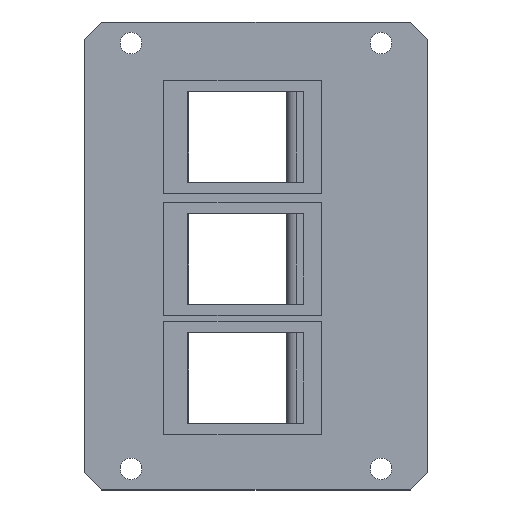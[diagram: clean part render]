
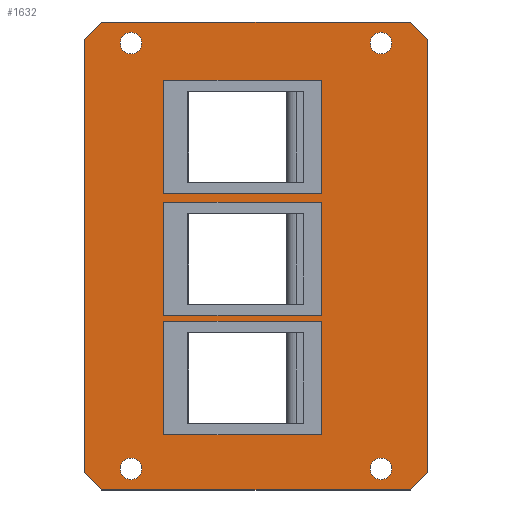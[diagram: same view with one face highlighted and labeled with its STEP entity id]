
A CAD part, top view. The second image highlights one B-rep face of the part: STEP entity #1632.
In plain terms, the highlighted planar face has unit normal (0, 0, 1).
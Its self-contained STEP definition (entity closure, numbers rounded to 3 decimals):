
#22=FACE_BOUND('',#219,.T.);
#23=FACE_BOUND('',#220,.T.);
#24=FACE_BOUND('',#221,.T.);
#25=FACE_BOUND('',#222,.T.);
#26=FACE_BOUND('',#223,.T.);
#27=FACE_BOUND('',#224,.T.);
#28=FACE_BOUND('',#225,.T.);
#43=CIRCLE('',#1723,1.8);
#45=CIRCLE('',#1726,1.8);
#47=CIRCLE('',#1729,1.8);
#49=CIRCLE('',#1732,1.8);
#135=FACE_OUTER_BOUND('',#218,.T.);
#218=EDGE_LOOP('',(#1433,#1434,#1435,#1436,#1437,#1438,#1439,#1440));
#219=EDGE_LOOP('',(#1441,#1442,#1443,#1444));
#220=EDGE_LOOP('',(#1445,#1446,#1447,#1448));
#221=EDGE_LOOP('',(#1449,#1450,#1451,#1452));
#222=EDGE_LOOP('',(#1453));
#223=EDGE_LOOP('',(#1454));
#224=EDGE_LOOP('',(#1455));
#225=EDGE_LOOP('',(#1456));
#234=LINE('',#2154,#445);
#240=LINE('',#2166,#451);
#288=LINE('',#2265,#499);
#291=LINE('',#2270,#502);
#295=LINE('',#2281,#506);
#301=LINE('',#2293,#512);
#349=LINE('',#2392,#560);
#352=LINE('',#2397,#563);
#356=LINE('',#2408,#567);
#362=LINE('',#2420,#573);
#410=LINE('',#2519,#621);
#413=LINE('',#2524,#624);
#421=LINE('',#2559,#632);
#425=LINE('',#2567,#636);
#428=LINE('',#2573,#639);
#431=LINE('',#2579,#642);
#434=LINE('',#2585,#645);
#437=LINE('',#2591,#648);
#440=LINE('',#2597,#651);
#443=LINE('',#2602,#654);
#445=VECTOR('',#1750,10.);
#451=VECTOR('',#1758,10.);
#499=VECTOR('',#1842,10.);
#502=VECTOR('',#1847,10.);
#506=VECTOR('',#1859,10.);
#512=VECTOR('',#1867,10.);
#560=VECTOR('',#1951,10.);
#563=VECTOR('',#1956,10.);
#567=VECTOR('',#1968,10.);
#573=VECTOR('',#1976,10.);
#621=VECTOR('',#2060,10.);
#624=VECTOR('',#2065,10.);
#632=VECTOR('',#2105,10.);
#636=VECTOR('',#2111,10.);
#639=VECTOR('',#2116,10.);
#642=VECTOR('',#2121,10.);
#645=VECTOR('',#2126,10.);
#648=VECTOR('',#2131,10.);
#651=VECTOR('',#2136,10.);
#654=VECTOR('',#2141,10.);
#656=VERTEX_POINT('',#2152);
#657=VERTEX_POINT('',#2153);
#662=VERTEX_POINT('',#2165);
#695=VERTEX_POINT('',#2264);
#698=VERTEX_POINT('',#2279);
#699=VERTEX_POINT('',#2280);
#704=VERTEX_POINT('',#2292);
#737=VERTEX_POINT('',#2391);
#740=VERTEX_POINT('',#2406);
#741=VERTEX_POINT('',#2407);
#746=VERTEX_POINT('',#2419);
#779=VERTEX_POINT('',#2518);
#783=VERTEX_POINT('',#2535);
#785=VERTEX_POINT('',#2541);
#787=VERTEX_POINT('',#2547);
#789=VERTEX_POINT('',#2553);
#790=VERTEX_POINT('',#2557);
#791=VERTEX_POINT('',#2558);
#794=VERTEX_POINT('',#2566);
#796=VERTEX_POINT('',#2572);
#798=VERTEX_POINT('',#2578);
#800=VERTEX_POINT('',#2584);
#802=VERTEX_POINT('',#2590);
#804=VERTEX_POINT('',#2596);
#806=EDGE_CURVE('',#656,#657,#234,.T.);
#812=EDGE_CURVE('',#662,#656,#240,.T.);
#862=EDGE_CURVE('',#695,#662,#288,.T.);
#865=EDGE_CURVE('',#657,#695,#291,.T.);
#869=EDGE_CURVE('',#698,#699,#295,.T.);
#875=EDGE_CURVE('',#704,#698,#301,.T.);
#925=EDGE_CURVE('',#737,#704,#349,.T.);
#928=EDGE_CURVE('',#699,#737,#352,.T.);
#932=EDGE_CURVE('',#740,#741,#356,.T.);
#938=EDGE_CURVE('',#746,#740,#362,.T.);
#988=EDGE_CURVE('',#779,#746,#410,.T.);
#991=EDGE_CURVE('',#741,#779,#413,.T.);
#997=EDGE_CURVE('',#783,#783,#43,.T.);
#1000=EDGE_CURVE('',#785,#785,#45,.T.);
#1003=EDGE_CURVE('',#787,#787,#47,.T.);
#1006=EDGE_CURVE('',#789,#789,#49,.T.);
#1007=EDGE_CURVE('',#790,#791,#421,.T.);
#1011=EDGE_CURVE('',#791,#794,#425,.T.);
#1014=EDGE_CURVE('',#796,#794,#428,.T.);
#1017=EDGE_CURVE('',#796,#798,#431,.T.);
#1020=EDGE_CURVE('',#798,#800,#434,.T.);
#1023=EDGE_CURVE('',#800,#802,#437,.T.);
#1026=EDGE_CURVE('',#804,#802,#440,.T.);
#1029=EDGE_CURVE('',#804,#790,#443,.T.);
#1433=ORIENTED_EDGE('',*,*,#1029,.T.);
#1434=ORIENTED_EDGE('',*,*,#1007,.T.);
#1435=ORIENTED_EDGE('',*,*,#1011,.T.);
#1436=ORIENTED_EDGE('',*,*,#1014,.F.);
#1437=ORIENTED_EDGE('',*,*,#1017,.T.);
#1438=ORIENTED_EDGE('',*,*,#1020,.T.);
#1439=ORIENTED_EDGE('',*,*,#1023,.T.);
#1440=ORIENTED_EDGE('',*,*,#1026,.F.);
#1441=ORIENTED_EDGE('',*,*,#932,.T.);
#1442=ORIENTED_EDGE('',*,*,#991,.T.);
#1443=ORIENTED_EDGE('',*,*,#988,.T.);
#1444=ORIENTED_EDGE('',*,*,#938,.T.);
#1445=ORIENTED_EDGE('',*,*,#869,.T.);
#1446=ORIENTED_EDGE('',*,*,#928,.T.);
#1447=ORIENTED_EDGE('',*,*,#925,.T.);
#1448=ORIENTED_EDGE('',*,*,#875,.T.);
#1449=ORIENTED_EDGE('',*,*,#806,.T.);
#1450=ORIENTED_EDGE('',*,*,#865,.T.);
#1451=ORIENTED_EDGE('',*,*,#862,.T.);
#1452=ORIENTED_EDGE('',*,*,#812,.T.);
#1453=ORIENTED_EDGE('',*,*,#1006,.T.);
#1454=ORIENTED_EDGE('',*,*,#1003,.T.);
#1455=ORIENTED_EDGE('',*,*,#1000,.T.);
#1456=ORIENTED_EDGE('',*,*,#997,.T.);
#1552=PLANE('',#1741);
#1632=ADVANCED_FACE('',(#135,#22,#23,#24,#25,#26,#27,#28),#1552,.T.);
#1723=AXIS2_PLACEMENT_3D('',#2537,#2080,#2081);
#1726=AXIS2_PLACEMENT_3D('',#2543,#2087,#2088);
#1729=AXIS2_PLACEMENT_3D('',#2549,#2094,#2095);
#1732=AXIS2_PLACEMENT_3D('',#2555,#2101,#2102);
#1741=AXIS2_PLACEMENT_3D('',#2604,#2143,#2144);
#1750=DIRECTION('',(-1.,0.,0.));
#1758=DIRECTION('',(0.,-1.,0.));
#1842=DIRECTION('',(1.,0.,0.));
#1847=DIRECTION('',(0.,1.,0.));
#1859=DIRECTION('',(-1.,0.,0.));
#1867=DIRECTION('',(0.,-1.,0.));
#1951=DIRECTION('',(1.,0.,0.));
#1956=DIRECTION('',(0.,1.,0.));
#1968=DIRECTION('',(-1.,0.,0.));
#1976=DIRECTION('',(0.,-1.,0.));
#2060=DIRECTION('',(1.,0.,0.));
#2065=DIRECTION('',(0.,1.,0.));
#2080=DIRECTION('center_axis',(0.,0.,-1.));
#2081=DIRECTION('ref_axis',(0.,-1.,0.));
#2087=DIRECTION('center_axis',(0.,0.,-1.));
#2088=DIRECTION('ref_axis',(0.,-1.,0.));
#2094=DIRECTION('center_axis',(0.,0.,-1.));
#2095=DIRECTION('ref_axis',(0.,-1.,0.));
#2101=DIRECTION('center_axis',(0.,0.,-1.));
#2102=DIRECTION('ref_axis',(0.,-1.,0.));
#2105=DIRECTION('',(-0.707,0.707,0.));
#2111=DIRECTION('',(-1.,0.,0.));
#2116=DIRECTION('',(0.707,0.707,0.));
#2121=DIRECTION('',(0.,-1.,0.));
#2126=DIRECTION('',(0.707,-0.707,0.));
#2131=DIRECTION('',(1.,0.,0.));
#2136=DIRECTION('',(-0.707,-0.707,0.));
#2141=DIRECTION('',(0.,1.,0.));
#2143=DIRECTION('center_axis',(0.,0.,1.));
#2144=DIRECTION('ref_axis',(0.,-1.,0.));
#2152=CARTESIAN_POINT('',(133.2,-123.585,5.404));
#2153=CARTESIAN_POINT('',(106.704,-123.585,5.404));
#2154=CARTESIAN_POINT('',(127.7,-123.585,5.404));
#2165=CARTESIAN_POINT('',(133.2,-104.589,5.404));
#2166=CARTESIAN_POINT('',(133.2,-119.337,5.404));
#2264=CARTESIAN_POINT('',(106.704,-104.589,5.404));
#2265=CARTESIAN_POINT('',(114.452,-104.589,5.404));
#2270=CARTESIAN_POINT('',(106.704,-128.835,5.404));
#2279=CARTESIAN_POINT('',(133.2,-144.085,5.404));
#2280=CARTESIAN_POINT('',(106.704,-144.085,5.404));
#2281=CARTESIAN_POINT('',(127.7,-144.085,5.404));
#2292=CARTESIAN_POINT('',(133.2,-125.089,5.404));
#2293=CARTESIAN_POINT('',(133.2,-129.587,5.404));
#2391=CARTESIAN_POINT('',(106.704,-125.089,5.404));
#2392=CARTESIAN_POINT('',(114.452,-125.089,5.404));
#2397=CARTESIAN_POINT('',(106.704,-139.085,5.404));
#2406=CARTESIAN_POINT('',(133.2,-164.085,5.404));
#2407=CARTESIAN_POINT('',(106.704,-164.085,5.404));
#2408=CARTESIAN_POINT('',(127.7,-164.085,5.404));
#2419=CARTESIAN_POINT('',(133.2,-145.089,5.404));
#2420=CARTESIAN_POINT('',(133.2,-139.587,5.404));
#2518=CARTESIAN_POINT('',(106.704,-145.089,5.404));
#2519=CARTESIAN_POINT('',(114.452,-145.089,5.404));
#2524=CARTESIAN_POINT('',(106.704,-149.085,5.404));
#2535=CARTESIAN_POINT('',(143.2,-168.035,5.404));
#2537=CARTESIAN_POINT('Origin',(143.2,-169.835,5.404));
#2541=CARTESIAN_POINT('',(101.2,-96.535,5.404));
#2543=CARTESIAN_POINT('Origin',(101.2,-98.335,5.404));
#2547=CARTESIAN_POINT('',(101.2,-168.035,5.404));
#2549=CARTESIAN_POINT('Origin',(101.2,-169.835,5.404));
#2553=CARTESIAN_POINT('',(143.2,-96.535,5.404));
#2555=CARTESIAN_POINT('Origin',(143.2,-98.335,5.404));
#2557=CARTESIAN_POINT('',(151.,-97.668,5.404));
#2558=CARTESIAN_POINT('',(148.117,-94.785,5.404));
#2559=CARTESIAN_POINT('',(151.,-97.668,5.404));
#2566=CARTESIAN_POINT('',(96.283,-94.785,5.404));
#2567=CARTESIAN_POINT('',(148.117,-94.785,5.404));
#2572=CARTESIAN_POINT('',(93.4,-97.668,5.404));
#2573=CARTESIAN_POINT('',(93.4,-97.668,5.404));
#2578=CARTESIAN_POINT('',(93.4,-170.502,5.404));
#2579=CARTESIAN_POINT('',(93.4,-97.668,5.404));
#2584=CARTESIAN_POINT('',(96.283,-173.385,5.404));
#2585=CARTESIAN_POINT('',(93.4,-170.502,5.404));
#2590=CARTESIAN_POINT('',(148.117,-173.385,5.404));
#2591=CARTESIAN_POINT('',(96.283,-173.385,5.404));
#2596=CARTESIAN_POINT('',(151.,-170.502,5.404));
#2597=CARTESIAN_POINT('',(151.,-170.502,5.404));
#2602=CARTESIAN_POINT('',(151.,-166.085,5.404));
#2604=CARTESIAN_POINT('Origin',(122.2,-134.085,5.404));
